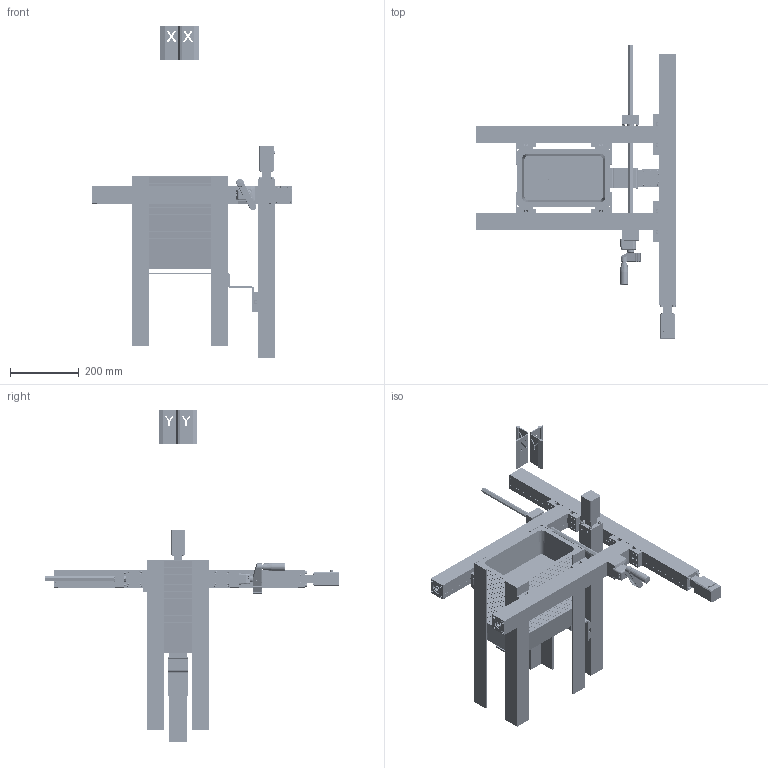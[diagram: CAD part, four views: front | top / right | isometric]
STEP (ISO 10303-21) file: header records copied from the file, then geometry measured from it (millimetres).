
FILE_DESCRIPTION(/* description */ ('Unknown'),/* implementation_level */ '2;1');
FILE_NAME(/* name */ 'A-0000225-Tub-Magazin-50-sym-Niveauregelung-dy',/* time_stamp */ '2020-05-25T10:42:49+02:00',/* author */ ('Unknown'),/* organization */ ('Unknown'),/* preprocessor_version */ 'ST-DEVELOPER v16.7',/* originating_system */ 'Solid Edge',/* authorisation */ 'Unknown');
FILE_SCHEMA (('AUTOMOTIVE_DESIGN { 1 0 10303 214 3 1 1 }','AP242_MANAGED_MODEL_BASED_3D_ENGINEERING_MIM_LF { 1 0 10303 442 1 1 4 }','AUTOMOTIVE_DESIGN {1 0 10303 214 3 1 1}'));
Products named in the file (16): A-0000225-Tub-Magazin-50-sym-Niveauregelung-dy; Profil-50-Magazin; A-0000122-Schlitten50-120lg-Alu-dy; A-0000125-Flanschlager50-Stirnseite-dy; Tub-150-250 ; A-0000123-Schlitten50-60lg-Alu-dy; ref-4x90G; T-0000273-Adapterplatte; Profil-50-Magazin-2; Schachtprofil-Winkel; A-0000070-Kegelradgetriebe50-im-Profil.dy; A-0000098-Deckel50-geschraubt-dy; A-0000127-Digi-Adapterplatte-50-dy; A-0000057-Nanotec-Motor-Flansch-dy; Welle-6kt-Magazin; Auflagewinkel
Assembly tree (50 placements, depth 2):
  A-0000225-Tub-Magazin-50-sym-Niveauregelung-dy
    Profil-50-Magazin
    A-0000122-Schlitten50-120lg-Alu-dy  x2
    A-0000125-Flanschlager50-Stirnseite-dy  x4
    Tub-150-250   x20
    A-0000123-Schlitten50-60lg-Alu-dy  x5
    ref-4x90G
    T-0000273-Adapterplatte  x2
    Profil-50-Magazin-2  x3
    Schachtprofil-Winkel  x4
    A-0000070-Kegelradgetriebe50-im-Profil.dy  x2
    A-0000098-Deckel50-geschraubt-dy
    A-0000127-Digi-Adapterplatte-50-dy
    A-0000057-Nanotec-Motor-Flansch-dy  x2
    Welle-6kt-Magazin
    Auflagewinkel
Bounding box: 584 x 853.5 x 967.1 mm (x, y, z)
Volume: 8120732.9 mm3; surface area: 5900538.1 mm2
Topology: 64 solids, 74 shells, 8974 faces, 24131 edges, 15749 vertices
Faces by surface type: plane 5788, cylinder 1596, cone 865, bspline 537, torus 146, sphere 42
Full cylindrical faces by diameter (mm): 1.7 x12, 2.5 x4, 3 x9, 3.2 x10, 4 x2, 4.1 x2, 4.2 x10, 4.917 x132, 5 x54, 5.3 x2, 5.5 x18, 5.8 x10, 6 x43, 6.2 x9, 6.4 x46, 8.96 x4, 10 x32, 11 x24, 11.5 x2, 12 x19, 13.024 x1, 14 x1, 15.87 x2, 16 x5, 17 x16, 17.3 x12, 18 x12, 20 x7, 20.04 x2, 22 x3
Entity records: 144991 total; most frequent: CARTESIAN_POINT 38848, ORIENTED_EDGE 17368, DIRECTION 16317, EDGE_CURVE 8684, LINE 6151, VECTOR 6151, VERTEX_POINT 5884, AXIS2_PLACEMENT_3D 5083
